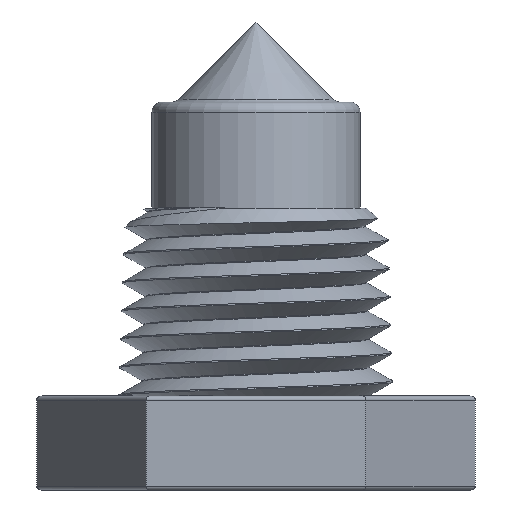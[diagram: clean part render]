
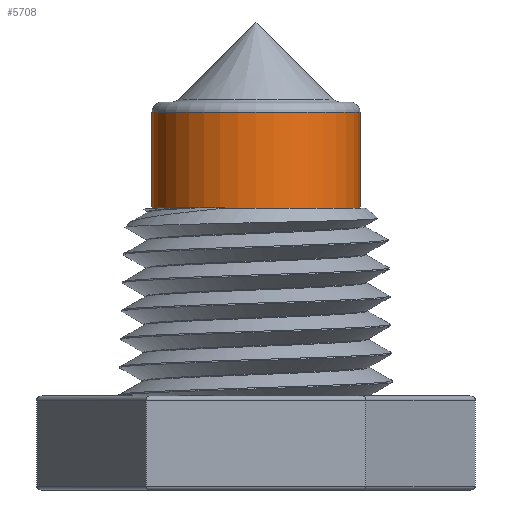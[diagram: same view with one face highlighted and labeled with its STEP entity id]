
A CAD part, front view. The second image highlights one B-rep face of the part: STEP entity #5708.
In plain terms, the highlighted cylindrical face has radius 5.2 mm (diameter 10.4 mm), a partial arc.
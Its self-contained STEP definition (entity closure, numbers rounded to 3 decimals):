
#2 = ORIENTED_EDGE ( 'NONE', *, *, #3869, .T. ) ;
#272 = VECTOR ( 'NONE', #4548, 1000. ) ;
#870 = DIRECTION ( 'NONE',  ( 0., 0., -1. ) ) ;
#945 = VERTEX_POINT ( 'NONE', #7474 ) ;
#1161 = CARTESIAN_POINT ( 'NONE',  ( -5.2, 0., 1.5 ) ) ;
#1692 = DIRECTION ( 'NONE',  ( -1., 0., 0. ) ) ;
#1887 = VECTOR ( 'NONE', #870, 1000. ) ;
#1980 = CIRCLE ( 'NONE', #7901, 5.2 ) ;
#2010 = DIRECTION ( 'NONE',  ( 1., 0., 0. ) ) ;
#2288 = EDGE_CURVE ( 'NONE', #8132, #6461, #3976, .T. ) ;
#2589 = EDGE_LOOP ( 'NONE', ( #6991, #3816, #3675, #2 ) ) ;
#2627 = CARTESIAN_POINT ( 'NONE',  ( 5.2, 0., 2. ) ) ;
#2854 = AXIS2_PLACEMENT_3D ( 'NONE', #6082, #2916, #7369 ) ;
#2916 = DIRECTION ( 'NONE',  ( 0., 0., -1. ) ) ;
#3274 = CARTESIAN_POINT ( 'NONE',  ( 0., 0., -3.3 ) ) ;
#3581 = CIRCLE ( 'NONE', #2854, 5.2 ) ;
#3675 = ORIENTED_EDGE ( 'NONE', *, *, #5472, .T. ) ;
#3780 = LINE ( 'NONE', #8002, #1887 ) ;
#3816 = ORIENTED_EDGE ( 'NONE', *, *, #6596, .T. ) ;
#3869 = EDGE_CURVE ( 'NONE', #945, #6461, #1980, .T. ) ;
#3976 = LINE ( 'NONE', #2627, #272 ) ;
#4090 = DIRECTION ( 'NONE',  ( 0., 0., -1. ) ) ;
#4200 = CARTESIAN_POINT ( 'NONE',  ( 5.2, 0., -3.3 ) ) ;
#4548 = DIRECTION ( 'NONE',  ( 0., 0., -1. ) ) ;
#4655 = CARTESIAN_POINT ( 'NONE',  ( 5.2, 0., 1.5 ) ) ;
#5472 = EDGE_CURVE ( 'NONE', #7441, #945, #3780, .T. ) ;
#5676 = CYLINDRICAL_SURFACE ( 'NONE', #6133, 5.2 ) ;
#5708 = ADVANCED_FACE ( 'NONE', ( #6983 ), #5676, .T. ) ;
#6082 = CARTESIAN_POINT ( 'NONE',  ( 0., 0., 1.5 ) ) ;
#6133 = AXIS2_PLACEMENT_3D ( 'NONE', #6628, #4090, #1692 ) ;
#6461 = VERTEX_POINT ( 'NONE', #4200 ) ;
#6596 = EDGE_CURVE ( 'NONE', #8132, #7441, #3581, .T. ) ;
#6628 = CARTESIAN_POINT ( 'NONE',  ( 0., 0., 2. ) ) ;
#6983 = FACE_OUTER_BOUND ( 'NONE', #2589, .T. ) ;
#6991 = ORIENTED_EDGE ( 'NONE', *, *, #2288, .F. ) ;
#7116 = DIRECTION ( 'NONE',  ( 0., 0., 1. ) ) ;
#7369 = DIRECTION ( 'NONE',  ( 1., 0., 0. ) ) ;
#7441 = VERTEX_POINT ( 'NONE', #1161 ) ;
#7474 = CARTESIAN_POINT ( 'NONE',  ( -5.2, 0., -3.3 ) ) ;
#7901 = AXIS2_PLACEMENT_3D ( 'NONE', #3274, #7116, #2010 ) ;
#8002 = CARTESIAN_POINT ( 'NONE',  ( -5.2, 0., 2. ) ) ;
#8132 = VERTEX_POINT ( 'NONE', #4655 ) ;
